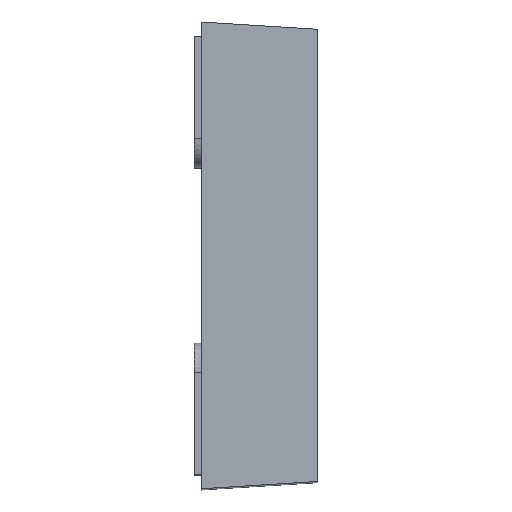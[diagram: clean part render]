
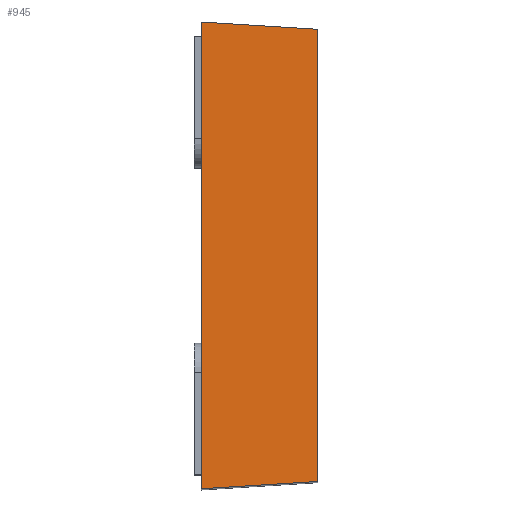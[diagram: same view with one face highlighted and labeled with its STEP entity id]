
A CAD part, top view. The second image highlights one B-rep face of the part: STEP entity #945.
In plain terms, the highlighted planar face has unit normal (0.062, 0, 0.998).
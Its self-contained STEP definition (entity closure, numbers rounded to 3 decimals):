
#98=LINE('',#1507,#194);
#105=LINE('',#1521,#201);
#107=LINE('',#1525,#203);
#109=LINE('',#1528,#205);
#194=VECTOR('',#1253,0.803);
#201=VECTOR('',#1264,3.1);
#203=VECTOR('',#1268,0.803);
#205=VECTOR('',#1272,3.2);
#241=PLANE('',#1023);
#299=FACE_OUTER_BOUND('',#351,.T.);
#351=EDGE_LOOP('',(#789,#790,#791,#792));
#459=VERTEX_POINT('',#1505);
#460=VERTEX_POINT('',#1506);
#465=VERTEX_POINT('',#1520);
#466=VERTEX_POINT('',#1524);
#577=EDGE_CURVE('',#459,#460,#98,.T.);
#584=EDGE_CURVE('',#465,#460,#105,.T.);
#586=EDGE_CURVE('',#465,#466,#107,.T.);
#588=EDGE_CURVE('',#466,#459,#109,.T.);
#789=ORIENTED_EDGE('',*,*,#577,.F.);
#790=ORIENTED_EDGE('',*,*,#588,.F.);
#791=ORIENTED_EDGE('',*,*,#586,.F.);
#792=ORIENTED_EDGE('',*,*,#584,.T.);
#945=ADVANCED_FACE('',(#299),#241,.T.);
#1023=AXIS2_PLACEMENT_3D('',#1527,#1270,#1271);
#1253=DIRECTION('',(0.996,-0.062,-0.062));
#1264=DIRECTION('',(0.,1.,0.));
#1268=DIRECTION('',(-0.996,-0.062,0.062));
#1270=DIRECTION('center_axis',(0.062,0.,0.998));
#1271=DIRECTION('ref_axis',(0.998,0.,-0.062));
#1272=DIRECTION('',(0.,1.,0.));
#1505=CARTESIAN_POINT('',(0.,1.6,2.5));
#1506=CARTESIAN_POINT('',(0.8,1.55,2.45));
#1507=CARTESIAN_POINT('',(0.54,1.566,2.466));
#1520=CARTESIAN_POINT('',(0.8,-1.55,2.45));
#1521=CARTESIAN_POINT('',(0.8,0.8,2.45));
#1524=CARTESIAN_POINT('',(0.,-1.6,2.5));
#1525=CARTESIAN_POINT('',(0.512,-1.568,2.468));
#1527=CARTESIAN_POINT('Origin',(0.4,0.8,2.475));
#1528=CARTESIAN_POINT('',(0.,-1.6,2.5));
